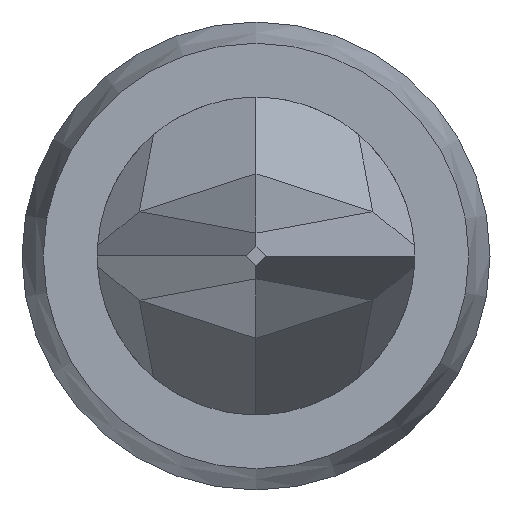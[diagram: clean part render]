
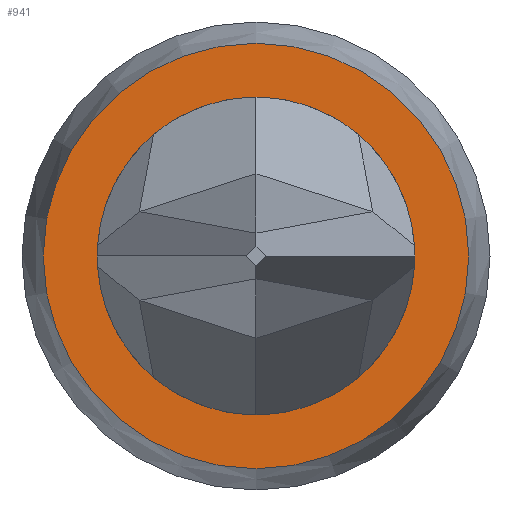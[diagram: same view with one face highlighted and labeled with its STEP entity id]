
A CAD part, left-side view. The second image highlights one B-rep face of the part: STEP entity #941.
In plain terms, the highlighted planar face has unit normal (-1, 0, 0).
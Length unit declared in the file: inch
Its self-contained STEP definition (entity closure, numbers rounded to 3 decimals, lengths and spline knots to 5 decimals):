
#6 = EDGE_CURVE ( 'NONE', #24, #24, #669, .T. ) ;
#24 = VERTEX_POINT ( 'NONE', #817 ) ;
#82 = EDGE_LOOP ( 'NONE', ( #818 ) ) ;
#97 = DIRECTION ( 'NONE',  ( 1., 0., 0. ) ) ;
#121 = CARTESIAN_POINT ( 'NONE',  ( 0., 0., -0.014 ) ) ;
#181 = EDGE_CURVE ( 'NONE', #399, #399, #759, .T. ) ;
#238 = AXIS2_PLACEMENT_3D ( 'NONE', #551, #97, #388 ) ;
#309 = PLANE ( 'NONE',  #1039 ) ;
#388 = DIRECTION ( 'NONE',  ( 0., 0., -1. ) ) ;
#399 = VERTEX_POINT ( 'NONE', #121 ) ;
#401 = DIRECTION ( 'NONE',  ( -1., 0., 0. ) ) ;
#402 = DIRECTION ( 'NONE',  ( -1., 0., 0. ) ) ;
#488 = DIRECTION ( 'NONE',  ( 0., 0., 1. ) ) ;
#551 = CARTESIAN_POINT ( 'NONE',  ( 0., 0., 0. ) ) ;
#563 = CARTESIAN_POINT ( 'NONE',  ( 0., 0.014, 0. ) ) ;
#571 = AXIS2_PLACEMENT_3D ( 'NONE', #1017, #402, #743 ) ;
#574 = EDGE_LOOP ( 'NONE', ( #855 ) ) ;
#650 = FACE_OUTER_BOUND ( 'NONE', #82, .T. ) ;
#669 = CIRCLE ( 'NONE', #571, 0.01045 ) ;
#743 = DIRECTION ( 'NONE',  ( 0., 0., 1. ) ) ;
#759 = CIRCLE ( 'NONE', #238, 0.014 ) ;
#817 = CARTESIAN_POINT ( 'NONE',  ( 0., 0., 0.01045 ) ) ;
#818 = ORIENTED_EDGE ( 'NONE', *, *, #181, .F. ) ;
#836 = FACE_BOUND ( 'NONE', #574, .T. ) ;
#855 = ORIENTED_EDGE ( 'NONE', *, *, #6, .F. ) ;
#941 = ADVANCED_FACE ( 'NONE', ( #836, #650 ), #309, .T. ) ;
#1017 = CARTESIAN_POINT ( 'NONE',  ( 0., 0., 0. ) ) ;
#1039 = AXIS2_PLACEMENT_3D ( 'NONE', #563, #401, #488 ) ;
